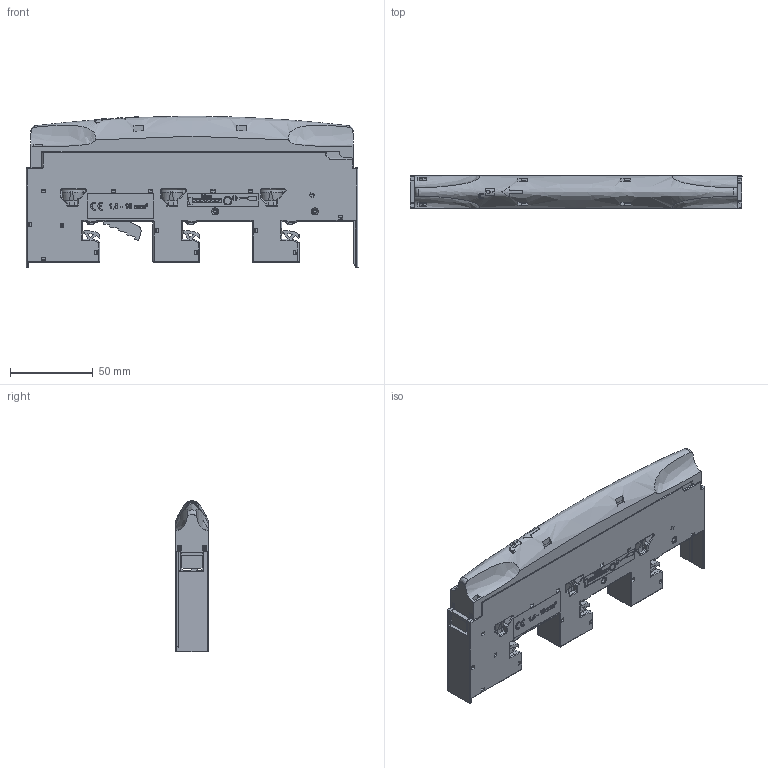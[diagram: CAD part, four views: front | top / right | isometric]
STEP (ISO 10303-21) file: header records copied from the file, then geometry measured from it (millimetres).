
FILE_DESCRIPTION(('CATIA V5 STEP Exchange','CAx-IF Rec.Pracs.--- Model Styling and Organization---1.2---2011-12-15'),'2;1');
FILE_NAME('01563.stp','2017-02-22T09:27:42+00:00',('none'),('none'),'Version 5-6 Release 2012','CATIA V5 STEP AP214','none');
FILE_SCHEMA(('AUTOMOTIVE_DESIGN { 1 0 10303 214 1 1 1 1 }'));
Products named in the file (7): 01563000A; 77274000B; 77275000B; 79753000; 77276000A; 70369000A; 70246000
Assembly tree (10 placements, depth 2):
  01563000A
    77274000B
    77275000B
    79753000
    77276000A
    70369000A  x3
    70246000  x3
Bounding box: 200.02 x 19.6 x 91.1 mm (x, y, z)
Volume: 81514.6 mm3; surface area: 118373.9 mm2
Topology: 10 solids, 11 shells, 4156 faces, 11693 edges, 7517 vertices
Faces by surface type: plane 3058, cylinder 651, cone 194, bspline 103, sphere 89, torus 56, extrusion 5
Entity records: 128018 total; most frequent: CARTESIAN_POINT 36575, ORIENTED_EDGE 21142, DIRECTION 14504, EDGE_CURVE 10571, VECTOR 7499, LINE 7494, VERTEX_POINT 6893, EDGE_LOOP 3910
